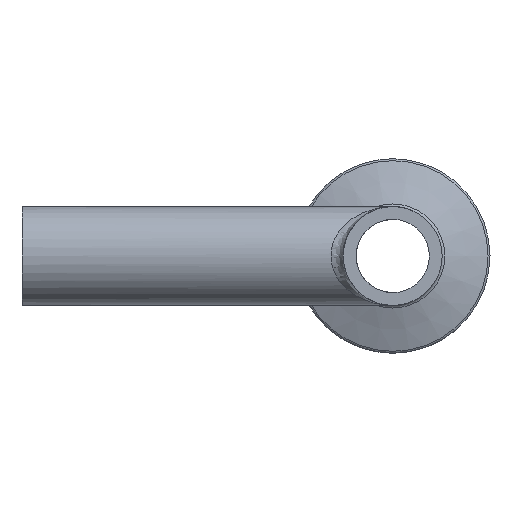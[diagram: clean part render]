
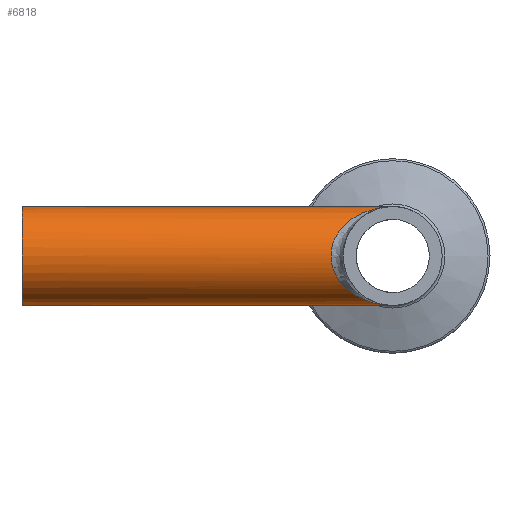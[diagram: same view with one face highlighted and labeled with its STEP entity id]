
A CAD part, left-side view. The second image highlights one B-rep face of the part: STEP entity #6818.
In plain terms, the highlighted cylindrical face has radius 6.35 mm (diameter 12.7 mm), a full revolution.
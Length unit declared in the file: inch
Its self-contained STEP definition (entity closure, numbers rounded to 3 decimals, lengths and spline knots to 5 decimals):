
#81=ELLIPSE('',#7191,0.4002,0.25);
#82=ELLIPSE('',#7192,0.4002,0.25);
#127=FACE_BOUND('',#1259,.T.);
#840=FACE_OUTER_BOUND('',#1258,.T.);
#1258=EDGE_LOOP('',(#6316,#6317));
#1259=EDGE_LOOP('',(#6318));
#2320=CIRCLE('',#7200,0.25);
#3335=VERTEX_POINT('',#14970);
#3336=VERTEX_POINT('',#14971);
#3345=VERTEX_POINT('',#15103);
#4338=EDGE_CURVE('',#3336,#3335,#81,.T.);
#4339=EDGE_CURVE('',#3335,#3336,#82,.T.);
#4344=EDGE_CURVE('',#3345,#3345,#2320,.T.);
#6316=ORIENTED_EDGE('',*,*,#4339,.F.);
#6317=ORIENTED_EDGE('',*,*,#4338,.F.);
#6318=ORIENTED_EDGE('',*,*,#4344,.T.);
#6391=CYLINDRICAL_SURFACE('',#7199,0.25);
#6818=ADVANCED_FACE('',(#840,#127),#6391,.T.);
#7191=AXIS2_PLACEMENT_3D('',#15040,#8395,#8396);
#7192=AXIS2_PLACEMENT_3D('',#15091,#8397,#8398);
#7199=AXIS2_PLACEMENT_3D('',#15102,#8411,#8412);
#7200=AXIS2_PLACEMENT_3D('',#15104,#8413,#8414);
#8395=DIRECTION('center_axis',(-0.781,-0.625,0.));
#8396=DIRECTION('ref_axis',(-0.625,0.781,0.));
#8397=DIRECTION('center_axis',(0.781,-0.625,0.));
#8398=DIRECTION('ref_axis',(0.625,0.781,0.));
#8411=DIRECTION('center_axis',(0.,-1.,0.));
#8412=DIRECTION('ref_axis',(1.,0.,0.));
#8413=DIRECTION('center_axis',(0.,-1.,0.));
#8414=DIRECTION('ref_axis',(1.,0.,0.));
#14970=CARTESIAN_POINT('',(0.,0.,
-0.25));
#14971=CARTESIAN_POINT('',(0.,0.,0.25));
#15040=CARTESIAN_POINT('Origin',(0.,0.,
0.));
#15091=CARTESIAN_POINT('Origin',(0.,0.,
0.));
#15102=CARTESIAN_POINT('Origin',(0.,1.875,0.));
#15103=CARTESIAN_POINT('',(-0.25,1.875,0.));
#15104=CARTESIAN_POINT('Origin',(0.,1.875,0.));
